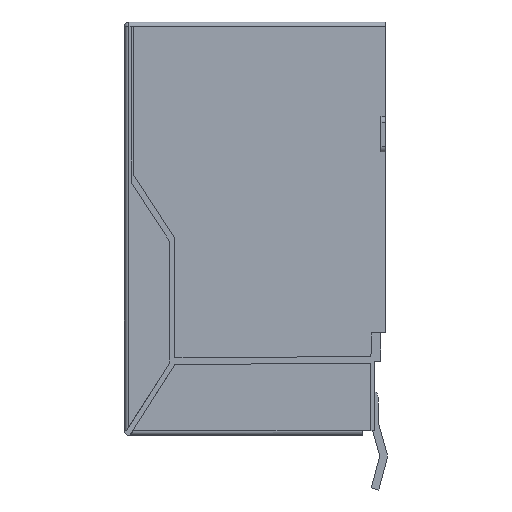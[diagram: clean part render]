
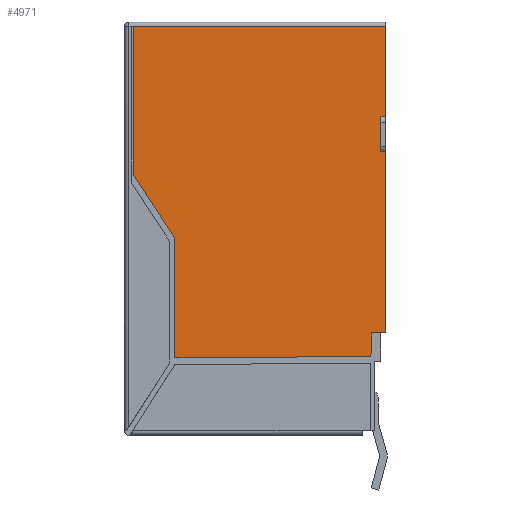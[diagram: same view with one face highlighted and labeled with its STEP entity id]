
A CAD part, left-side view. The second image highlights one B-rep face of the part: STEP entity #4971.
In plain terms, the highlighted planar face has unit normal (-1, 0, 0).
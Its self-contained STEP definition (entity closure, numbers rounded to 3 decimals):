
#4050=AXIS2_PLACEMENT_3D('Plane Axis2P3D',#4047,#4048,#4049) ;
#4697=AXIS2_PLACEMENT_3D('Circle Axis2P3D',#4695,#4696,$) ;
#368=CARTESIAN_POINT('Vertex',(1.6,11.498,20.971)) ;
#371=CARTESIAN_POINT('Line Origine',(1.6,5.998,20.972)) ;
#375=CARTESIAN_POINT('Vertex',(1.6,0.098,20.972)) ;
#654=CARTESIAN_POINT('Line Origine',(1.6,0.098,18.931)) ;
#658=CARTESIAN_POINT('Vertex',(1.6,0.098,16.891)) ;
#693=CARTESIAN_POINT('Vertex',(1.6,0.098,15.291)) ;
#696=CARTESIAN_POINT('Line Origine',(1.6,0.098,11.206)) ;
#700=CARTESIAN_POINT('Vertex',(1.6,0.098,7.121)) ;
#4047=CARTESIAN_POINT('Axis2P3D Location',(1.6,11.898,2.472)) ;
#4669=CARTESIAN_POINT('Line Origine',(1.6,0.373,7.121)) ;
#4673=CARTESIAN_POINT('Vertex',(1.6,0.648,7.121)) ;
#4695=CARTESIAN_POINT('Axis2P3D Location',(1.6,0.648,7.021)) ;
#4699=CARTESIAN_POINT('Vertex',(1.6,0.704,7.105)) ;
#4714=CARTESIAN_POINT('Line Origine',(1.6,0.727,6.575)) ;
#4718=CARTESIAN_POINT('Vertex',(1.6,0.751,6.044)) ;
#4733=CARTESIAN_POINT('Line Origine',(1.6,5.183,6.008)) ;
#4737=CARTESIAN_POINT('Vertex',(1.6,9.615,5.971)) ;
#4752=CARTESIAN_POINT('Line Origine',(1.6,9.615,8.671)) ;
#4756=CARTESIAN_POINT('Vertex',(1.6,9.615,11.371)) ;
#4771=CARTESIAN_POINT('Line Origine',(1.6,10.557,12.821)) ;
#4775=CARTESIAN_POINT('Vertex',(1.6,11.498,14.271)) ;
#4790=CARTESIAN_POINT('Line Origine',(1.6,11.498,17.621)) ;
#4937=CARTESIAN_POINT('Line Origine',(1.6,0.198,15.291)) ;
#4941=CARTESIAN_POINT('Vertex',(1.6,0.298,15.291)) ;
#4944=CARTESIAN_POINT('Line Origine',(1.6,0.298,16.091)) ;
#4948=CARTESIAN_POINT('Vertex',(1.6,0.298,16.891)) ;
#4951=CARTESIAN_POINT('Line Origine',(1.6,0.198,16.891)) ;
#372=DIRECTION('Vector Direction',(0.,-1.,0.)) ;
#655=DIRECTION('Vector Direction',(0.,0.,-1.)) ;
#697=DIRECTION('Vector Direction',(0.,0.,-1.)) ;
#4048=DIRECTION('Axis2P3D Direction',(1.,0.,-0.)) ;
#4049=DIRECTION('Axis2P3D XDirection',(0.,0.,1.)) ;
#4670=DIRECTION('Vector Direction',(0.,-1.,0.)) ;
#4696=DIRECTION('Axis2P3D Direction',(-1.,-0.,0.)) ;
#4715=DIRECTION('Vector Direction',(0.,-0.044,0.999)) ;
#4734=DIRECTION('Vector Direction',(0.,-1.,0.008)) ;
#4753=DIRECTION('Vector Direction',(0.,0.,-1.)) ;
#4772=DIRECTION('Vector Direction',(0.,-0.545,-0.839)) ;
#4791=DIRECTION('Vector Direction',(0.,0.,-1.)) ;
#4938=DIRECTION('Vector Direction',(0.,1.,0.)) ;
#4945=DIRECTION('Vector Direction',(0.,0.,1.)) ;
#4952=DIRECTION('Vector Direction',(0.,1.,0.)) ;
#373=VECTOR('Line Direction',#372,1.) ;
#656=VECTOR('Line Direction',#655,1.) ;
#698=VECTOR('Line Direction',#697,1.) ;
#4671=VECTOR('Line Direction',#4670,1.) ;
#4716=VECTOR('Line Direction',#4715,1.) ;
#4735=VECTOR('Line Direction',#4734,1.) ;
#4754=VECTOR('Line Direction',#4753,1.) ;
#4773=VECTOR('Line Direction',#4772,1.) ;
#4792=VECTOR('Line Direction',#4791,1.) ;
#4939=VECTOR('Line Direction',#4938,1.) ;
#4946=VECTOR('Line Direction',#4945,1.) ;
#4953=VECTOR('Line Direction',#4952,1.) ;
#4957=ORIENTED_EDGE('',*,*,#377,.F.) ;
#4958=ORIENTED_EDGE('',*,*,#4794,.F.) ;
#4959=ORIENTED_EDGE('',*,*,#4777,.F.) ;
#4960=ORIENTED_EDGE('',*,*,#4758,.F.) ;
#4961=ORIENTED_EDGE('',*,*,#4739,.F.) ;
#4962=ORIENTED_EDGE('',*,*,#4720,.F.) ;
#4963=ORIENTED_EDGE('',*,*,#4701,.F.) ;
#4964=ORIENTED_EDGE('',*,*,#4675,.F.) ;
#4965=ORIENTED_EDGE('',*,*,#702,.F.) ;
#4966=ORIENTED_EDGE('',*,*,#4943,.T.) ;
#4967=ORIENTED_EDGE('',*,*,#4950,.F.) ;
#4968=ORIENTED_EDGE('',*,*,#4955,.F.) ;
#4969=ORIENTED_EDGE('',*,*,#660,.F.) ;
#4971=ADVANCED_FACE('PartBody',(#4970),#4051,.F.) ;
#4698=CIRCLE('generated circle',#4697,0.101) ;
#377=EDGE_CURVE('',#369,#376,#374,.T.) ;
#660=EDGE_CURVE('',#376,#659,#657,.T.) ;
#702=EDGE_CURVE('',#694,#701,#699,.T.) ;
#4675=EDGE_CURVE('',#701,#4674,#4672,.F.) ;
#4701=EDGE_CURVE('',#4674,#4700,#4698,.T.) ;
#4720=EDGE_CURVE('',#4700,#4719,#4717,.F.) ;
#4739=EDGE_CURVE('',#4719,#4738,#4736,.F.) ;
#4758=EDGE_CURVE('',#4738,#4757,#4755,.F.) ;
#4777=EDGE_CURVE('',#4757,#4776,#4774,.F.) ;
#4794=EDGE_CURVE('',#4776,#369,#4793,.F.) ;
#4943=EDGE_CURVE('',#694,#4942,#4940,.T.) ;
#4950=EDGE_CURVE('',#4949,#4942,#4947,.F.) ;
#4955=EDGE_CURVE('',#659,#4949,#4954,.T.) ;
#4956=EDGE_LOOP('',(#4957,#4958,#4959,#4960,#4961,#4962,#4963,#4964,#4965,#4966,#4967,#4968,#4969)) ;
#4970=FACE_OUTER_BOUND('',#4956,.T.) ;
#374=LINE('Line',#371,#373) ;
#657=LINE('Line',#654,#656) ;
#699=LINE('Line',#696,#698) ;
#4672=LINE('Line',#4669,#4671) ;
#4717=LINE('Line',#4714,#4716) ;
#4736=LINE('Line',#4733,#4735) ;
#4755=LINE('Line',#4752,#4754) ;
#4774=LINE('Line',#4771,#4773) ;
#4793=LINE('Line',#4790,#4792) ;
#4940=LINE('Line',#4937,#4939) ;
#4947=LINE('Line',#4944,#4946) ;
#4954=LINE('Line',#4951,#4953) ;
#4051=PLANE('',#4050) ;
#369=VERTEX_POINT('',#368) ;
#376=VERTEX_POINT('',#375) ;
#659=VERTEX_POINT('',#658) ;
#694=VERTEX_POINT('',#693) ;
#701=VERTEX_POINT('',#700) ;
#4674=VERTEX_POINT('',#4673) ;
#4700=VERTEX_POINT('',#4699) ;
#4719=VERTEX_POINT('',#4718) ;
#4738=VERTEX_POINT('',#4737) ;
#4757=VERTEX_POINT('',#4756) ;
#4776=VERTEX_POINT('',#4775) ;
#4942=VERTEX_POINT('',#4941) ;
#4949=VERTEX_POINT('',#4948) ;
